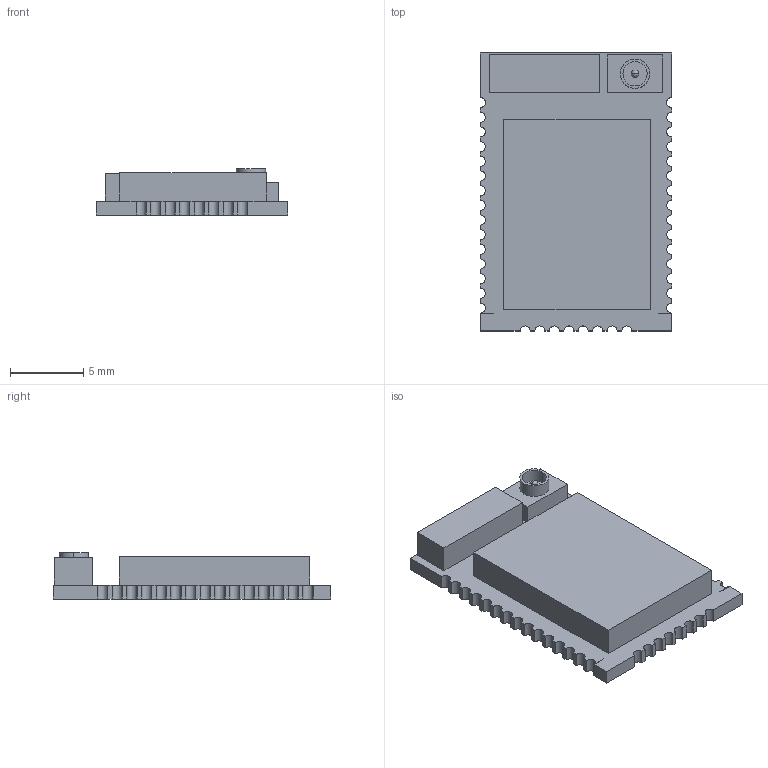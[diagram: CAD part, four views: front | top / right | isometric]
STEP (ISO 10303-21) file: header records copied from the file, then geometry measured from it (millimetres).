
FILE_DESCRIPTION((''),'2;1');
FILE_NAME('AP-700','2020-12-20T',('Administrator'),(''),'PRO/ENGINEER BY PARAMETRIC TECHNOLOGY CORPORATION, 2005030','PRO/ENGINEER BY PARAMETRIC TECHNOLOGY CORPORATION, 2005030','');
FILE_SCHEMA(('CONFIG_CONTROL_DESIGN','SHAPE_APPEARANCE_LAYERS_GROUPS'));
Length unit declared in the file: millimetre
Products named in the file (1): AP-700
Bounding box: 13.06 x 18.95 x 3.15 mm (x, y, z)
Volume: 531.8 mm3; surface area: 720.3 mm2
Topology: 1 solids, 1 shells, 140 faces, 382 edges, 253 vertices
Faces by surface type: plane 84, cylinder 54, sphere 2
Entity records: 4465 total; most frequent: CARTESIAN_POINT 773, DIRECTION 770, ORIENTED_EDGE 760, EDGE_CURVE 380, VECTOR 270, LINE 270, VERTEX_POINT 253, AXIS2_PLACEMENT_3D 250
